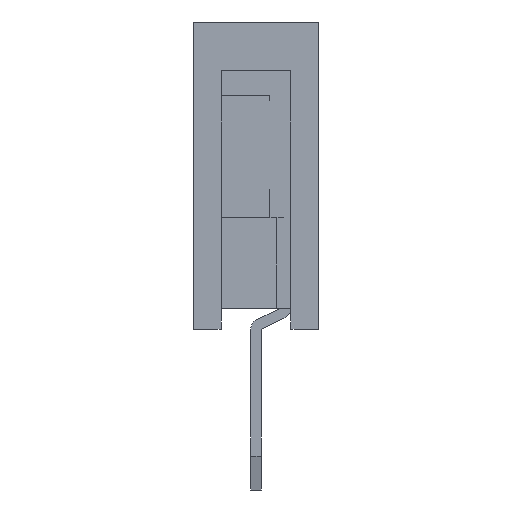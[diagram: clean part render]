
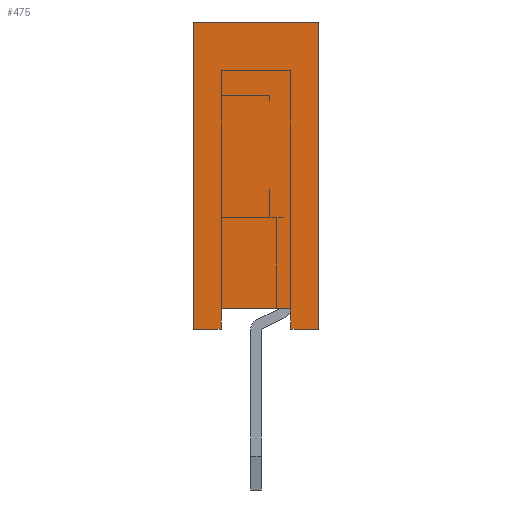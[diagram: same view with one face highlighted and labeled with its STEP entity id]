
A CAD part, left-side view. The second image highlights one B-rep face of the part: STEP entity #475.
In plain terms, the highlighted planar face has unit normal (-1, 0, 0).
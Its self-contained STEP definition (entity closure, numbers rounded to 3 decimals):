
#475=ADVANCED_FACE('',(#20079),#20081,.T.);
#20079=FACE_BOUND('',#20080,.T.);
#20080=EDGE_LOOP('',(#35735,#35736,#35737,#35738,#35739,#35740,#35741,#35742));
#20081=PLANE('',#20082);
#20082=AXIS2_PLACEMENT_3D('',#20083,#20084,#20085);
#20083=CARTESIAN_POINT('',(-0.635,0.9,0.));
#20084=DIRECTION('',(-1.,0.,0.));
#20085=DIRECTION('',(0.,-1.,0.));
#35735=ORIENTED_EDGE('',*,*,#46952,.T.);
#35736=ORIENTED_EDGE('',*,*,#47247,.T.);
#35737=ORIENTED_EDGE('',*,*,#47251,.T.);
#35738=ORIENTED_EDGE('',*,*,#47252,.F.);
#35739=ORIENTED_EDGE('',*,*,#47253,.F.);
#35740=ORIENTED_EDGE('',*,*,#47248,.T.);
#35741=ORIENTED_EDGE('',*,*,#47099,.T.);
#35742=ORIENTED_EDGE('',*,*,#47254,.T.);
#46952=EDGE_CURVE('',#52718,#52715,#52719,.F.);
#47099=EDGE_CURVE('',#53012,#53010,#53013,.F.);
#47247=EDGE_CURVE('',#52715,#53299,#53301,.T.);
#47248=EDGE_CURVE('',#53302,#53012,#53303,.T.);
#47251=EDGE_CURVE('',#53299,#53307,#53308,.T.);
#47252=EDGE_CURVE('',#53309,#53307,#53310,.T.);
#47253=EDGE_CURVE('',#53302,#53309,#53311,.T.);
#47254=EDGE_CURVE('',#53010,#52718,#53312,.T.);
#52715=VERTEX_POINT('',#62135);
#52718=VERTEX_POINT('',#62140);
#52719=LINE('',#62141,#62142);
#53010=VERTEX_POINT('',#62724);
#53012=VERTEX_POINT('',#62728);
#53013=LINE('',#62729,#62730);
#53299=VERTEX_POINT('',#63309);
#53301=LINE('',#63313,#63314);
#53302=VERTEX_POINT('',#63316);
#53303=LINE('',#63317,#63318);
#53307=VERTEX_POINT('',#63327);
#53308=LINE('',#63328,#63329);
#53309=VERTEX_POINT('',#63331);
#53310=LINE('',#63332,#63333);
#53311=LINE('',#63335,#63336);
#53312=LINE('',#63338,#63339);
#62135=CARTESIAN_POINT('',(-0.635,-0.5,0.));
#62140=CARTESIAN_POINT('',(-0.635,-0.5,0.3));
#62141=CARTESIAN_POINT('',(-0.635,-0.5,0.));
#62142=VECTOR('',#62143,1.);
#62143=DIRECTION('',(0.,0.,1.));
#62724=CARTESIAN_POINT('',(-0.635,0.5,0.3));
#62728=CARTESIAN_POINT('',(-0.635,0.5,0.));
#62729=CARTESIAN_POINT('',(-0.635,0.5,0.3));
#62730=VECTOR('',#62731,1.);
#62731=DIRECTION('',(0.,0.,-1.));
#63309=CARTESIAN_POINT('',(-0.635,-0.9,0.));
#63313=CARTESIAN_POINT('',(-0.635,-0.5,0.));
#63314=VECTOR('',#63315,1.);
#63315=DIRECTION('',(0.,-1.,0.));
#63316=CARTESIAN_POINT('',(-0.635,0.9,0.));
#63317=CARTESIAN_POINT('',(-0.635,0.9,0.));
#63318=VECTOR('',#63319,1.);
#63319=DIRECTION('',(0.,-1.,0.));
#63327=CARTESIAN_POINT('',(-0.635,-0.9,4.4));
#63328=CARTESIAN_POINT('',(-0.635,-0.9,0.));
#63329=VECTOR('',#63330,1.);
#63330=DIRECTION('',(0.,0.,1.));
#63331=CARTESIAN_POINT('',(-0.635,0.9,4.4));
#63332=CARTESIAN_POINT('',(-0.635,0.9,4.4));
#63333=VECTOR('',#63334,1.);
#63334=DIRECTION('',(0.,-1.,0.));
#63335=CARTESIAN_POINT('',(-0.635,0.9,0.));
#63336=VECTOR('',#63337,1.);
#63337=DIRECTION('',(0.,0.,1.));
#63338=CARTESIAN_POINT('',(-0.635,0.5,0.3));
#63339=VECTOR('',#63340,1.);
#63340=DIRECTION('',(0.,-1.,0.));
